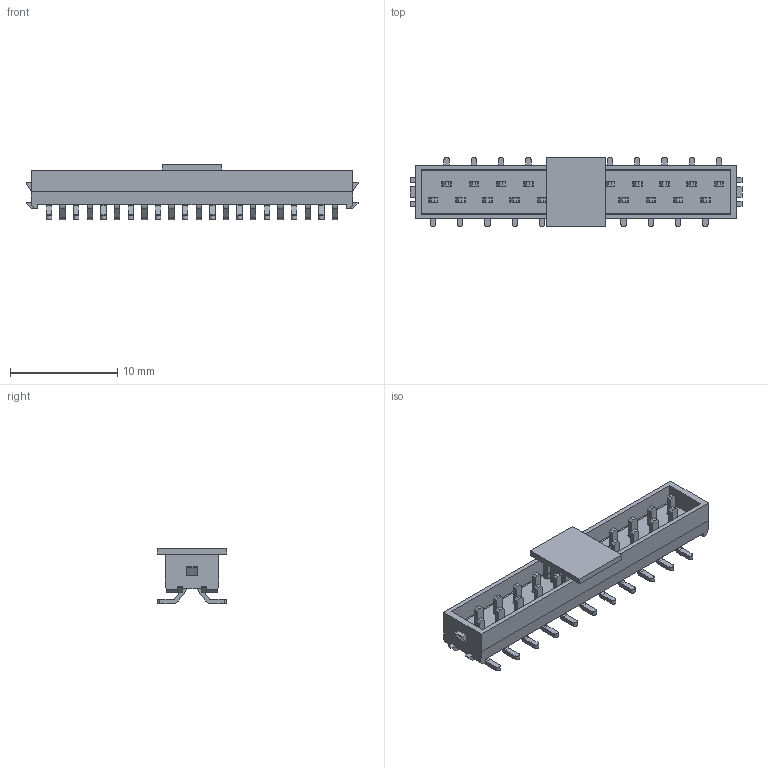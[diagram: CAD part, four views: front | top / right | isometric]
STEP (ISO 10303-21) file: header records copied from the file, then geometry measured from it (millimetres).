
FILE_DESCRIPTION(/* description */ ('Unknown'),/* implementation_level */ '2;1');
FILE_NAME(/* name */ '690357282276',/* time_stamp */ '2022-07-18T16:32:41+02:00',/* author */ ('Unknown'),/* organization */ ('Unknown'),/* preprocessor_version */ 'ST-DEVELOPER v16.7',/* originating_system */ 'Solid Edge',/* authorisation */ 'Unknown');
FILE_SCHEMA (('AUTOMOTIVE_DESIGN {1 0 10303 214 3 1 1}'));
Length unit declared in the file: millimetre
Products named in the file (4): 69035728xx76; 690357282276; Pin; Pick Pad
Assembly tree (24 placements, depth 2):
  69035728xx76
    690357282276
    Pin  x22
    Pick Pad
Bounding box: 30.97 x 6.5 x 5.15 mm (x, y, z)
Volume: 312.2 mm3; surface area: 1231.3 mm2
Topology: 24 solids, 24 shells, 1005 faces, 2774 edges, 1820 vertices
Faces by surface type: plane 761, cylinder 244
Entity records: 11135 total; most frequent: CARTESIAN_POINT 1970, ORIENTED_EDGE 1936, DIRECTION 1710, EDGE_CURVE 968, LINE 942, VECTOR 942, VERTEX_POINT 644, AXIS2_PLACEMENT_3D 384
